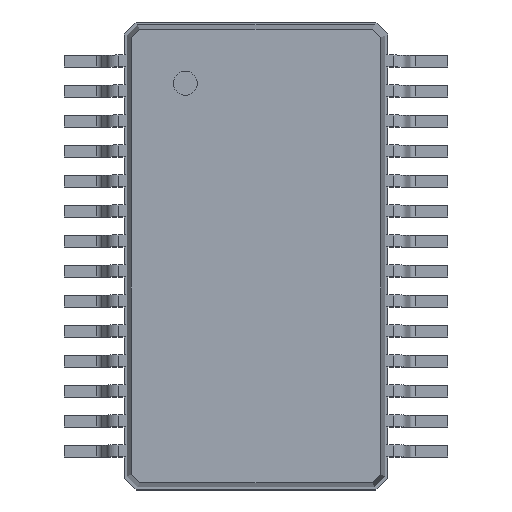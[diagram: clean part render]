
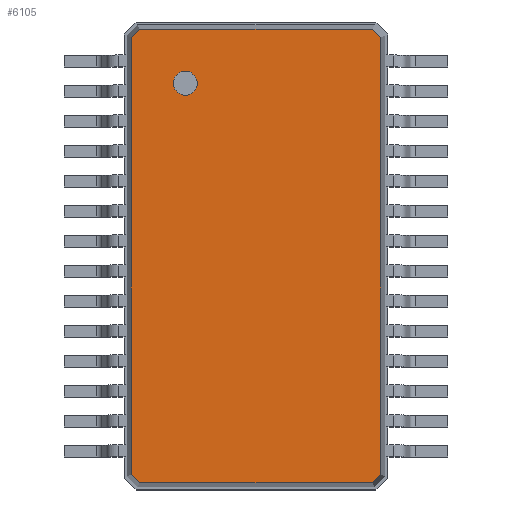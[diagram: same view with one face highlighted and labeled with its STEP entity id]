
A CAD part, top view. The second image highlights one B-rep face of the part: STEP entity #6105.
In plain terms, the highlighted planar face has unit normal (0, 0, 1).
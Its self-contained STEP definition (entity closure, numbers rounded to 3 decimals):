
#13=DIRECTION('',(0.,0.,1.));
#27=VECTOR('',#28,1.);
#28=DIRECTION('',(1.,0.,0.));
#51=VECTOR('',#52,1.);
#52=DIRECTION('',(0.707,-0.707,0.));
#58=VECTOR('',#59,1.);
#59=DIRECTION('',(0.,-1.,0.));
#65=VECTOR('',#66,1.);
#66=DIRECTION('',(-0.707,-0.707,0.));
#72=VECTOR('',#73,1.);
#73=DIRECTION('',(-1.,0.,0.));
#79=VECTOR('',#80,1.);
#80=DIRECTION('',(-0.707,0.707,0.));
#86=VECTOR('',#87,1.);
#87=DIRECTION('',(0.,1.,0.));
#91=VECTOR('',#92,1.);
#92=DIRECTION('',(0.707,0.707,0.));
#1812=VERTEX_POINT('',#1813);
#1813=CARTESIAN_POINT('',(-2.079,3.639,1.2));
#1815=ORIENTED_EDGE('',*,*,#1816,.F.);
#1816=EDGE_CURVE('',#1817,#1812,#1819,.T.);
#1817=VERTEX_POINT('',#1818);
#1818=CARTESIAN_POINT('',(-2.079,-3.639,1.2));
#1819=LINE('',#1818,#86);
#1830=VERTEX_POINT('',#1831);
#1831=CARTESIAN_POINT('',(-1.939,3.779,1.2));
#1833=ORIENTED_EDGE('',*,*,#1834,.F.);
#1834=EDGE_CURVE('',#1812,#1830,#1835,.T.);
#1835=LINE('',#1813,#91);
#1844=VERTEX_POINT('',#1845);
#1845=CARTESIAN_POINT('',(1.939,3.779,1.2));
#1847=ORIENTED_EDGE('',*,*,#1848,.F.);
#1848=EDGE_CURVE('',#1830,#1844,#1849,.T.);
#1849=LINE('',#1831,#27);
#1858=VERTEX_POINT('',#1859);
#1859=CARTESIAN_POINT('',(2.079,3.639,1.2));
#1861=ORIENTED_EDGE('',*,*,#1862,.F.);
#1862=EDGE_CURVE('',#1844,#1858,#1863,.T.);
#1863=LINE('',#1845,#51);
#1984=VERTEX_POINT('',#1985);
#1985=CARTESIAN_POINT('',(2.079,-3.639,1.2));
#1987=ORIENTED_EDGE('',*,*,#1988,.F.);
#1988=EDGE_CURVE('',#1858,#1984,#1989,.T.);
#1989=LINE('',#1859,#58);
#6105=ADVANCED_FACE('',(#6106,#6121),#6131,.T.);
#6106=FACE_BOUND('',#6107,.T.);
#6107=EDGE_LOOP('',(#1847,#1833,#1815,#6108,#6113,#6118,#1987,#1861));
#6108=ORIENTED_EDGE('',*,*,#6109,.F.);
#6109=EDGE_CURVE('',#6110,#1817,#6112,.T.);
#6110=VERTEX_POINT('',#6111);
#6111=CARTESIAN_POINT('',(-1.939,-3.779,1.2));
#6112=LINE('',#6111,#79);
#6113=ORIENTED_EDGE('',*,*,#6114,.F.);
#6114=EDGE_CURVE('',#6115,#6110,#6117,.T.);
#6115=VERTEX_POINT('',#6116);
#6116=CARTESIAN_POINT('',(1.939,-3.779,1.2));
#6117=LINE('',#6116,#72);
#6118=ORIENTED_EDGE('',*,*,#6119,.F.);
#6119=EDGE_CURVE('',#1984,#6115,#6120,.T.);
#6120=LINE('',#1985,#65);
#6121=FACE_BOUND('',#6122,.T.);
#6122=EDGE_LOOP('',(#6123));
#6123=ORIENTED_EDGE('',*,*,#6124,.T.);
#6124=EDGE_CURVE('',#6125,#6125,#6127,.T.);
#6125=VERTEX_POINT('',#6126);
#6126=CARTESIAN_POINT('',(-1.179,2.679,1.2));
#6127=CIRCLE('',#6128,0.2);
#6128=AXIS2_PLACEMENT_3D('',#6129,#6130,#59);
#6129=CARTESIAN_POINT('',(-1.179,2.879,1.2));
#6130=DIRECTION('',(0.,-0.,-1.));
#6131=PLANE('',#6132);
#6132=AXIS2_PLACEMENT_3D('',#1831,#13,#6133);
#6133=DIRECTION('',(0.457,-0.89,0.));
